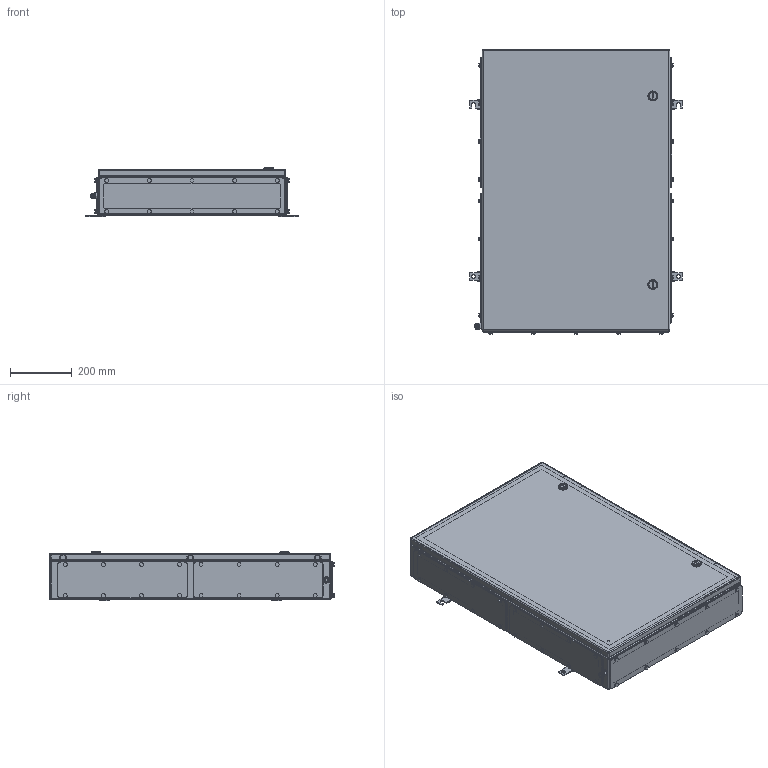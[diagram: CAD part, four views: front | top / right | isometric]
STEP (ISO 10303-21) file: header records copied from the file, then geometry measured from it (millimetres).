
FILE_DESCRIPTION(('CATIA V5 STEP Exchange','CAx-IF Rec.Pracs.--- Model Styling and Organization---1.4--- 2014-01-23'),'2;1');
FILE_NAME ('008864-5_3_1200920000_1200920000.stp','2019-09-23T10:41:55+00:00',('none'),('Weidmueller'),'CATIA Version 5-6 Release 2016 SP3 HF44','CATIA V5 STEP AP214','none');
FILE_SCHEMA(('AUTOMOTIVE_DESIGN { 1 0 10303 214 1 1 1 1 }'));
Products named in the file (1): ZUB_KTB_QL_916115_3GP
Bounding box: 691 x 925 x 159.8 mm (x, y, z)
Volume: 3666333.2 mm3; surface area: 4053208.1 mm2
Topology: 150 solids, 152 shells, 2892 faces, 6602 edges, 4159 vertices
Faces by surface type: cylinder 1322, plane 1234, cone 282, sphere 24, torus 22, bspline 8
Entity records: 77006 total; most frequent: CARTESIAN_POINT 15726, ORIENTED_EDGE 12944, DIRECTION 10339, EDGE_CURVE 6472, AXIS2_PLACEMENT_3D 4639, VERTEX_POINT 4159, VECTOR 3588, LINE 3588
